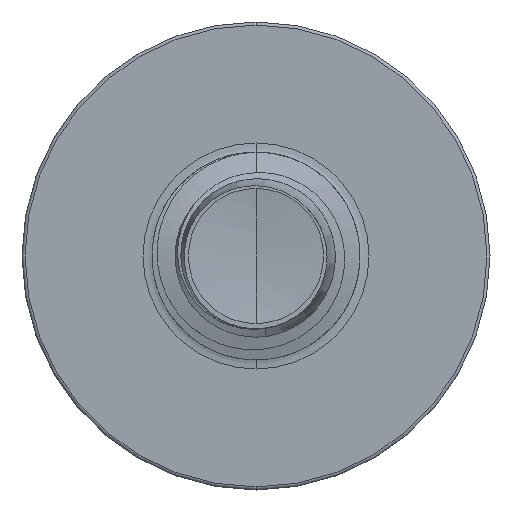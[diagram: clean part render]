
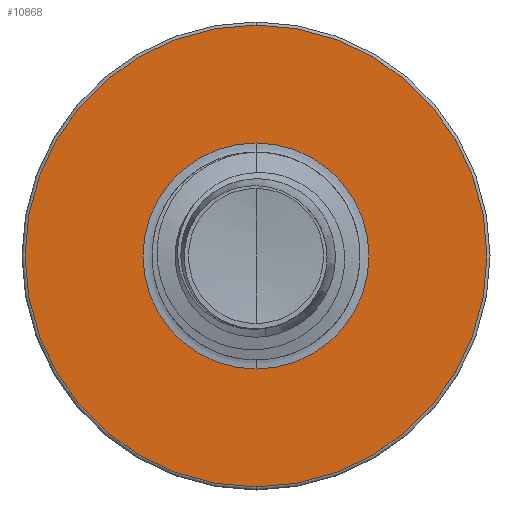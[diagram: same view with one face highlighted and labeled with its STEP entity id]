
A CAD part, front view. The second image highlights one B-rep face of the part: STEP entity #10868.
In plain terms, the highlighted planar face has unit normal (0, -1, 0).
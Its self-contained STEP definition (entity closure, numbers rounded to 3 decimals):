
#307 = DIRECTION ( 'NONE',  ( 0., 0., 1. ) ) ;
#362 = EDGE_LOOP ( 'NONE', ( #17614, #7634 ) ) ;
#1189 = FACE_BOUND ( 'NONE', #362, .T. ) ;
#1474 = EDGE_LOOP ( 'NONE', ( #6749, #12492 ) ) ;
#2687 = CARTESIAN_POINT ( 'NONE',  ( 0., 7., -2.174 ) ) ;
#3149 = DIRECTION ( 'NONE',  ( 0., 1., 0. ) ) ;
#3607 = CARTESIAN_POINT ( 'NONE',  ( 0., 7., 4.44 ) ) ;
#3668 = DIRECTION ( 'NONE',  ( 0., 1., 0. ) ) ;
#5123 = CIRCLE ( 'NONE', #9565, 2.174 ) ;
#5627 = EDGE_CURVE ( 'NONE', #17317, #14794, #5123, .T. ) ;
#5972 = AXIS2_PLACEMENT_3D ( 'NONE', #7639, #17419, #9062 ) ;
#6384 = EDGE_CURVE ( 'NONE', #7148, #9665, #14118, .T. ) ;
#6749 = ORIENTED_EDGE ( 'NONE', *, *, #13638, .F. ) ;
#6951 = DIRECTION ( 'NONE',  ( 0., 1., 0. ) ) ;
#7148 = VERTEX_POINT ( 'NONE', #11187 ) ;
#7312 = AXIS2_PLACEMENT_3D ( 'NONE', #11540, #3149, #12949 ) ;
#7634 = ORIENTED_EDGE ( 'NONE', *, *, #17237, .T. ) ;
#7639 = CARTESIAN_POINT ( 'NONE',  ( 0., 7., 0. ) ) ;
#8326 = AXIS2_PLACEMENT_3D ( 'NONE', #2687, #6951, #16735 ) ;
#8665 = DIRECTION ( 'NONE',  ( 0., 1., 0. ) ) ;
#9062 = DIRECTION ( 'NONE',  ( 0., 0., 1. ) ) ;
#9565 = AXIS2_PLACEMENT_3D ( 'NONE', #17017, #8665, #307 ) ;
#9665 = VERTEX_POINT ( 'NONE', #3607 ) ;
#10868 = ADVANCED_FACE ( 'NONE', ( #13208, #1189 ), #15346, .F. ) ;
#11187 = CARTESIAN_POINT ( 'NONE',  ( 0., 7., -4.44 ) ) ;
#11366 = CARTESIAN_POINT ( 'NONE',  ( 0., 7., -2.174 ) ) ;
#11540 = CARTESIAN_POINT ( 'NONE',  ( 0., 7., 0. ) ) ;
#12063 = CARTESIAN_POINT ( 'NONE',  ( 0., 7., 0. ) ) ;
#12492 = ORIENTED_EDGE ( 'NONE', *, *, #6384, .F. ) ;
#12707 = CIRCLE ( 'NONE', #14931, 2.174 ) ;
#12949 = DIRECTION ( 'NONE',  ( 0., 0., 1. ) ) ;
#13208 = FACE_OUTER_BOUND ( 'NONE', #1474, .T. ) ;
#13492 = DIRECTION ( 'NONE',  ( 0., 0., 1. ) ) ;
#13638 = EDGE_CURVE ( 'NONE', #9665, #7148, #17098, .T. ) ;
#14118 = CIRCLE ( 'NONE', #7312, 4.44 ) ;
#14794 = VERTEX_POINT ( 'NONE', #11366 ) ;
#14931 = AXIS2_PLACEMENT_3D ( 'NONE', #12063, #3668, #13492 ) ;
#15346 = PLANE ( 'NONE',  #8326 ) ;
#16342 = CARTESIAN_POINT ( 'NONE',  ( 0., 7., 2.174 ) ) ;
#16735 = DIRECTION ( 'NONE',  ( 0., 0., 1. ) ) ;
#17017 = CARTESIAN_POINT ( 'NONE',  ( 0., 7., 0. ) ) ;
#17098 = CIRCLE ( 'NONE', #5972, 4.44 ) ;
#17237 = EDGE_CURVE ( 'NONE', #14794, #17317, #12707, .T. ) ;
#17317 = VERTEX_POINT ( 'NONE', #16342 ) ;
#17419 = DIRECTION ( 'NONE',  ( 0., 1., 0. ) ) ;
#17614 = ORIENTED_EDGE ( 'NONE', *, *, #5627, .T. ) ;
